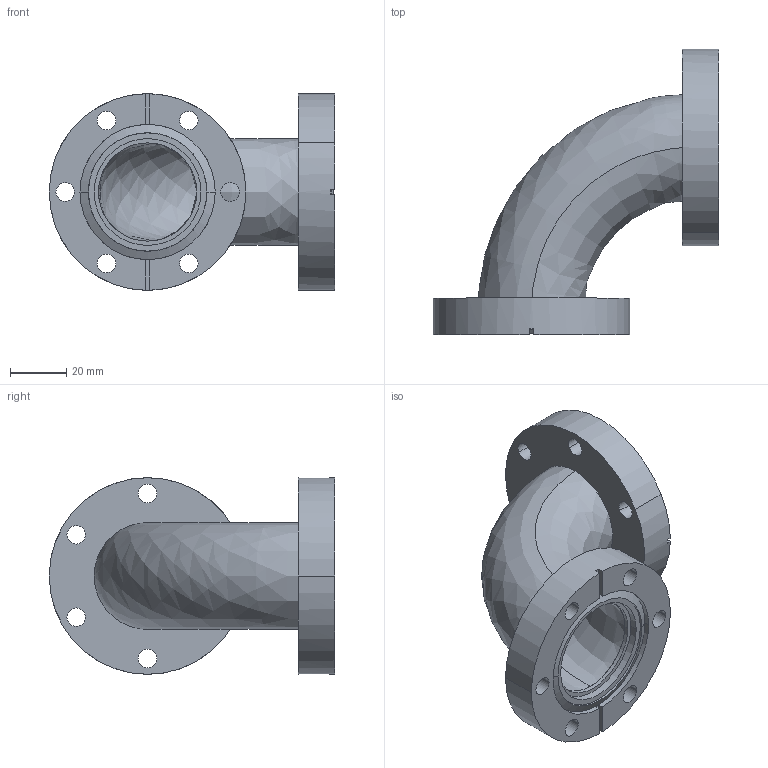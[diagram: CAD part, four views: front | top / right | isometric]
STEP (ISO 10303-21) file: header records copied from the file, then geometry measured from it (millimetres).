
FILE_DESCRIPTION (( 'STEP AP214' ), '1' );
FILE_NAME ('WT-CF35.STEP', '2024-09-14T08:05:42', ( '' ), ( '' ), 'SwSTEP 2.0', 'SolidWorks 2020', '' );
FILE_SCHEMA (( 'AUTOMOTIVE_DESIGN' ));
Length unit declared in the file: millimetre
Products named in the file (4): WT-CF35; 錨璃CF35; 90僅俔芛35_謗傷猾啣; CF35魂杶楊擘
Assembly tree (3 placements, depth 2):
  WT-CF35
    90僅俔芛35_謗傷猾啣
    CF35魂杶楊擘
    錨璃CF35
Bounding box: 101.6 x 101.6 x 70 mm (x, y, z)
Volume: 80081.9 mm3; surface area: 49119.2 mm2
Topology: 4 solids, 4 shells, 92 faces, 228 edges, 148 vertices
Faces by surface type: cylinder 54, plane 26, cone 8, bspline 4
Entity records: 10924 total; most frequent: CARTESIAN_POINT 8133, DIRECTION 536, ORIENTED_EDGE 456, EDGE_CURVE 228, AXIS2_PLACEMENT_3D 224, VERTEX_POINT 148, CIRCLE 130, EDGE_LOOP 128
